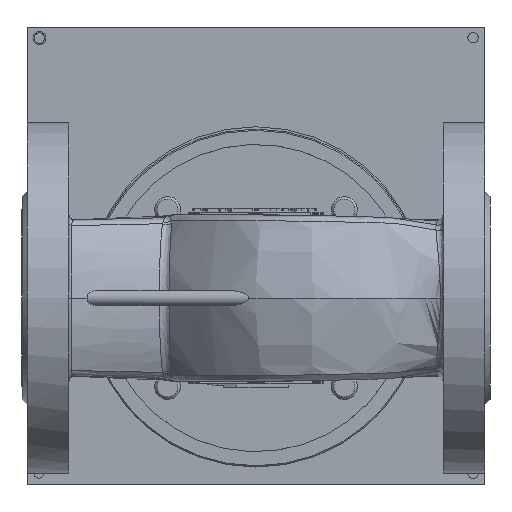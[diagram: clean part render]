
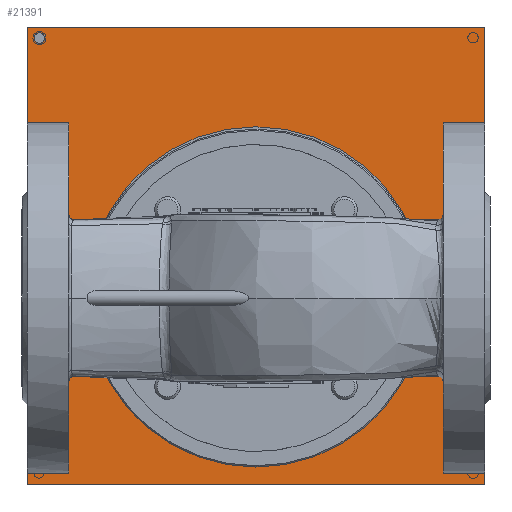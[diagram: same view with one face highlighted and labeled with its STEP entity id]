
A CAD part, front view. The second image highlights one B-rep face of the part: STEP entity #21391.
In plain terms, the highlighted face is planar.
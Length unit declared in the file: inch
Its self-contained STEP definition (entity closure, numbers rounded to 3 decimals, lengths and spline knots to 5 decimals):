
#949=PLANE('',#22730);
#1872=FACE_OUTER_BOUND('',#3081,.T.);
#3081=EDGE_LOOP('',(#15204,#15205,#15206,#15207));
#4355=LINE('',#30512,#6534);
#4366=LINE('',#30534,#6545);
#4381=LINE('',#30563,#6560);
#4382=LINE('',#30565,#6561);
#6534=VECTOR('',#24901,0.03937);
#6545=VECTOR('',#24920,0.03937);
#6560=VECTOR('',#24949,0.03937);
#6561=VECTOR('',#24952,0.03937);
#9308=VERTEX_POINT('',#30509);
#9309=VERTEX_POINT('',#30511);
#9315=VERTEX_POINT('',#30531);
#9316=VERTEX_POINT('',#30533);
#11605=EDGE_CURVE('',#9308,#9309,#4355,.T.);
#11616=EDGE_CURVE('',#9315,#9316,#4366,.T.);
#11631=EDGE_CURVE('',#9308,#9316,#4381,.T.);
#11632=EDGE_CURVE('',#9309,#9315,#4382,.T.);
#15204=ORIENTED_EDGE('',*,*,#11605,.F.);
#15205=ORIENTED_EDGE('',*,*,#11631,.T.);
#15206=ORIENTED_EDGE('',*,*,#11616,.F.);
#15207=ORIENTED_EDGE('',*,*,#11632,.F.);
#21391=ADVANCED_FACE('',(#1872),#949,.T.);
#22730=AXIS2_PLACEMENT_3D('',#30564,#24950,#24951);
#24901=DIRECTION('',(-1.,0.,0.));
#24920=DIRECTION('',(1.,0.,0.));
#24949=DIRECTION('',(0.,0.,-1.));
#24950=DIRECTION('center_axis',(0.,1.,0.));
#24951=DIRECTION('ref_axis',(1.,0.,0.));
#24952=DIRECTION('',(0.,0.,-1.));
#30509=CARTESIAN_POINT('',(3.9256,0.72135,2.82759));
#30511=CARTESIAN_POINT('',(-3.00354,0.72135,2.82759));
#30512=CARTESIAN_POINT('',(3.9256,0.72135,2.82759));
#30531=CARTESIAN_POINT('',(-3.00354,0.72135,-4.10155));
#30533=CARTESIAN_POINT('',(3.9256,0.72135,-4.10155));
#30534=CARTESIAN_POINT('',(3.9256,0.72135,-4.10155));
#30563=CARTESIAN_POINT('',(3.9256,0.72135,2.82759));
#30564=CARTESIAN_POINT('Origin',(-3.00354,0.72135,2.82759));
#30565=CARTESIAN_POINT('',(-3.00354,0.72135,2.82759));
